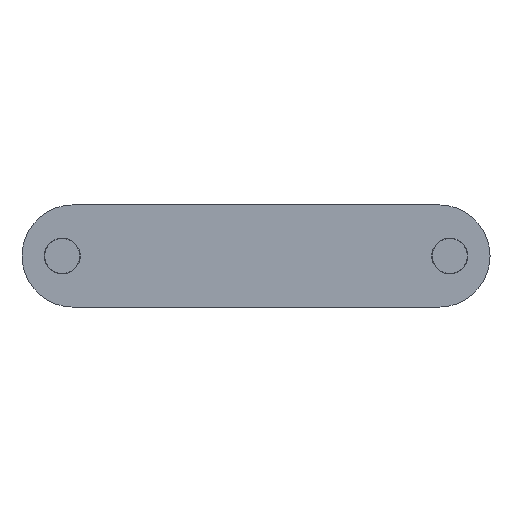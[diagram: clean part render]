
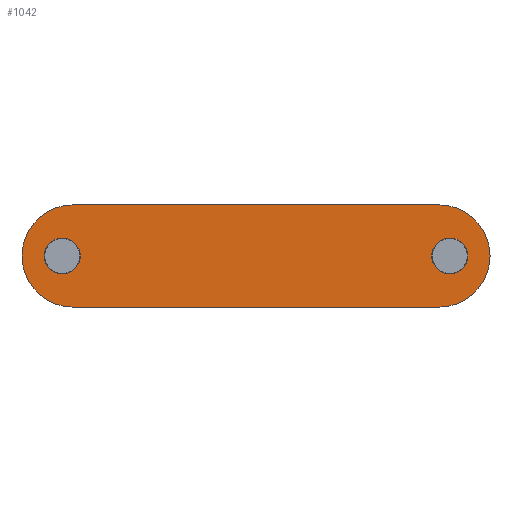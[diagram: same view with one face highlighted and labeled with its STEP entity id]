
A CAD part, front view. The second image highlights one B-rep face of the part: STEP entity #1042.
In plain terms, the highlighted planar face has unit normal (0, -1, 0).
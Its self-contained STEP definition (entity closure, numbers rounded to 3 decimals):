
#56=FACE_BOUND('',#197,.T.);
#57=FACE_BOUND('',#198,.T.);
#86=PLANE('',#1168);
#132=FACE_OUTER_BOUND('',#196,.T.);
#196=EDGE_LOOP('',(#859,#860,#861,#862));
#197=EDGE_LOOP('',(#863));
#198=EDGE_LOOP('',(#864));
#252=LINE('',#1717,#314);
#269=LINE('',#1769,#331);
#314=VECTOR('',#1383,10.);
#331=VECTOR('',#1416,10.);
#390=CIRCLE('',#1169,7.);
#391=CIRCLE('',#1170,7.);
#392=CIRCLE('',#1171,2.459);
#393=CIRCLE('',#1172,2.459);
#467=VERTEX_POINT('',#1714);
#468=VERTEX_POINT('',#1716);
#488=VERTEX_POINT('',#1766);
#489=VERTEX_POINT('',#1768);
#495=VERTEX_POINT('',#1799);
#496=VERTEX_POINT('',#1801);
#591=EDGE_CURVE('',#468,#467,#252,.T.);
#615=EDGE_CURVE('',#489,#488,#269,.T.);
#626=EDGE_CURVE('',#468,#488,#390,.T.);
#627=EDGE_CURVE('',#489,#467,#391,.T.);
#628=EDGE_CURVE('',#495,#495,#392,.T.);
#629=EDGE_CURVE('',#496,#496,#393,.T.);
#859=ORIENTED_EDGE('',*,*,#626,.F.);
#860=ORIENTED_EDGE('',*,*,#591,.T.);
#861=ORIENTED_EDGE('',*,*,#627,.F.);
#862=ORIENTED_EDGE('',*,*,#615,.T.);
#863=ORIENTED_EDGE('',*,*,#628,.T.);
#864=ORIENTED_EDGE('',*,*,#629,.T.);
#1042=ADVANCED_FACE('',(#132,#56,#57),#86,.T.);
#1168=AXIS2_PLACEMENT_3D('',#1796,#1433,#1434);
#1169=AXIS2_PLACEMENT_3D('',#1797,#1435,#1436);
#1170=AXIS2_PLACEMENT_3D('',#1798,#1437,#1438);
#1171=AXIS2_PLACEMENT_3D('',#1800,#1439,#1440);
#1172=AXIS2_PLACEMENT_3D('',#1802,#1441,#1442);
#1383=DIRECTION('',(1.,0.,0.));
#1416=DIRECTION('',(-1.,0.,0.));
#1433=DIRECTION('center_axis',(0.,-1.,0.));
#1434=DIRECTION('ref_axis',(0.,0.,-1.));
#1435=DIRECTION('center_axis',(0.,1.,0.));
#1436=DIRECTION('ref_axis',(-0.707,0.,0.707));
#1437=DIRECTION('center_axis',(0.,1.,0.));
#1438=DIRECTION('ref_axis',(0.707,0.,0.707));
#1439=DIRECTION('center_axis',(0.,1.,0.));
#1440=DIRECTION('ref_axis',(-1.,0.,0.));
#1441=DIRECTION('center_axis',(0.,1.,0.));
#1442=DIRECTION('ref_axis',(-1.,0.,0.));
#1714=CARTESIAN_POINT('',(25.,-12.5,-7.));
#1716=CARTESIAN_POINT('',(-25.,-12.5,-7.));
#1717=CARTESIAN_POINT('',(-32.,-12.5,-7.));
#1766=CARTESIAN_POINT('',(-25.,-12.5,7.));
#1768=CARTESIAN_POINT('',(25.,-12.5,7.));
#1769=CARTESIAN_POINT('',(-32.,-12.5,7.));
#1796=CARTESIAN_POINT('Origin',(32.,-12.5,0.));
#1797=CARTESIAN_POINT('Origin',(-25.,-12.5,0.));
#1798=CARTESIAN_POINT('Origin',(25.,-12.5,0.));
#1799=CARTESIAN_POINT('',(28.959,-12.5,0.));
#1800=CARTESIAN_POINT('Origin',(26.5,-12.5,0.));
#1801=CARTESIAN_POINT('',(-24.042,-12.5,0.));
#1802=CARTESIAN_POINT('Origin',(-26.5,-12.5,0.));
